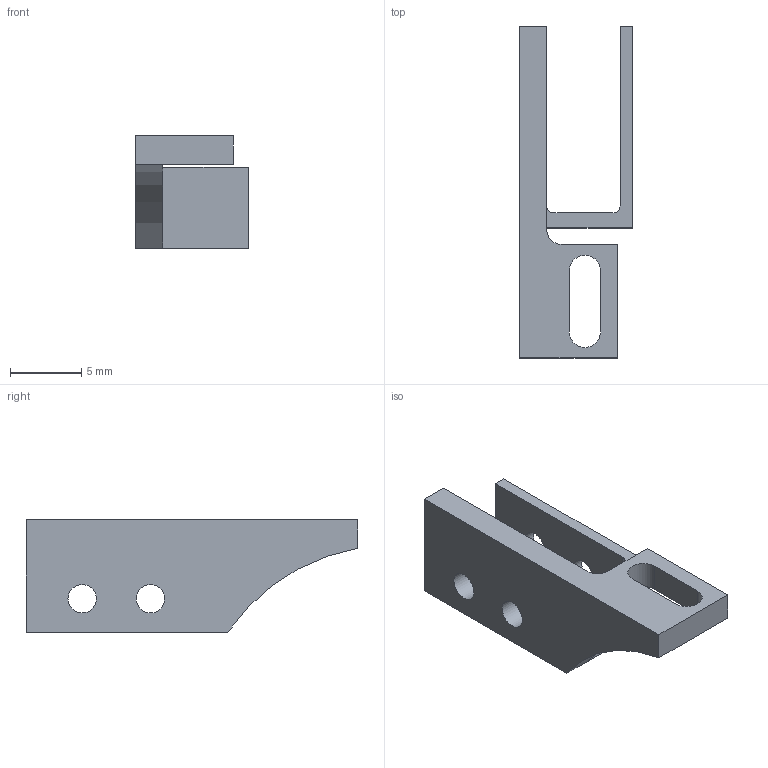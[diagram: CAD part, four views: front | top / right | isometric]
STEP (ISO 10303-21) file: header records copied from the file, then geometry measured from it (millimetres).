
FILE_DESCRIPTION(/* description */ (''),/* implementation_level */ '2;1');
FILE_NAME(/* name */ 'DepSW_Holder v1.step',/* time_stamp */ '2021-05-20T07:25:55+09:00',/* author */ (''),/* organization */ (''),/* preprocessor_version */ 'ST-DEVELOPER v18.1',/* originating_system */ 'Autodesk Translation Framework v10.6.0.1341',/* authorisation */ '');
FILE_SCHEMA (('AUTOMOTIVE_DESIGN { 1 0 10303 214 3 1 1 }'));
Length unit declared in the file: millimetre
Products named in the file (1): DepSW_Holder
Bounding box: 7.9 x 23.35 x 7.9 mm (x, y, z)
Volume: 419.9 mm3; surface area: 773.8 mm2
Topology: 1 solids, 1 shells, 27 faces, 73 edges, 48 vertices
Faces by surface type: plane 17, cylinder 10
Full cylindrical faces by diameter (mm): 2 x4
Entity records: 904 total; most frequent: DIRECTION 149, CARTESIAN_POINT 149, ORIENTED_EDGE 146, EDGE_CURVE 73, LINE 53, VECTOR 53, VERTEX_POINT 48, AXIS2_PLACEMENT_3D 48
